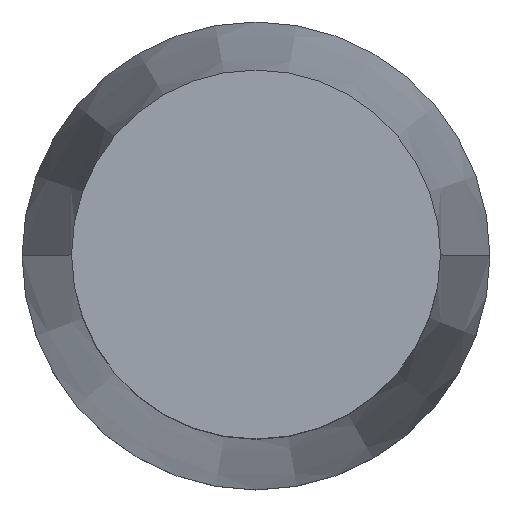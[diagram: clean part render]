
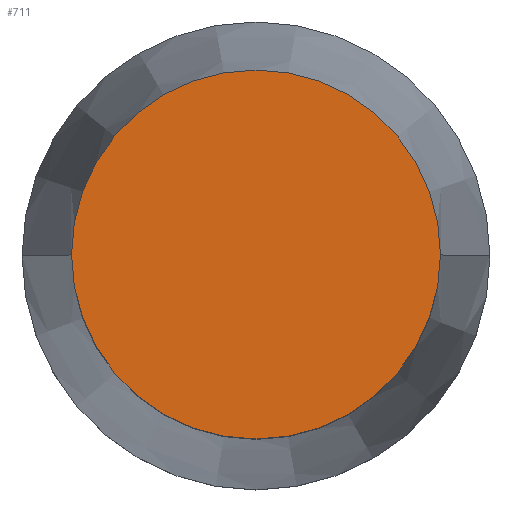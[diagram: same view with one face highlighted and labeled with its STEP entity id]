
A CAD part, top view. The second image highlights one B-rep face of the part: STEP entity #711.
In plain terms, the highlighted planar face has unit normal (0, 0, 1).
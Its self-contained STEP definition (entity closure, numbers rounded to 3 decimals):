
#4 = CARTESIAN_POINT ( 'NONE',  ( 0., 0., 0. ) ) ;
#10 = EDGE_CURVE ( 'NONE', #320, #252, #455, .T. ) ;
#19 = CARTESIAN_POINT ( 'NONE',  ( 0., 0., 0. ) ) ;
#24 = FACE_OUTER_BOUND ( 'NONE', #590, .T. ) ;
#67 = AXIS2_PLACEMENT_3D ( 'NONE', #330, #625, #119 ) ;
#77 = DIRECTION ( 'NONE',  ( 0., 0., 1. ) ) ;
#83 = DIRECTION ( 'NONE',  ( 0., 0., -1. ) ) ;
#119 = DIRECTION ( 'NONE',  ( 1., 0., 0. ) ) ;
#183 = CIRCLE ( 'NONE', #67, 10.25 ) ;
#252 = VERTEX_POINT ( 'NONE', #257 ) ;
#257 = CARTESIAN_POINT ( 'NONE',  ( 10.25, 0., 0. ) ) ;
#271 = ORIENTED_EDGE ( 'NONE', *, *, #10, .T. ) ;
#320 = VERTEX_POINT ( 'NONE', #538 ) ;
#330 = CARTESIAN_POINT ( 'NONE',  ( 0., 0., 0. ) ) ;
#448 = AXIS2_PLACEMENT_3D ( 'NONE', #4, #77, #609 ) ;
#455 = CIRCLE ( 'NONE', #448, 10.25 ) ;
#478 = ORIENTED_EDGE ( 'NONE', *, *, #644, .T. ) ;
#479 = AXIS2_PLACEMENT_3D ( 'NONE', #19, #83, #587 ) ;
#538 = CARTESIAN_POINT ( 'NONE',  ( -10.25, 0., 0. ) ) ;
#587 = DIRECTION ( 'NONE',  ( -1., 0., 0. ) ) ;
#590 = EDGE_LOOP ( 'NONE', ( #478, #271 ) ) ;
#609 = DIRECTION ( 'NONE',  ( 1., 0., 0. ) ) ;
#625 = DIRECTION ( 'NONE',  ( 0., 0., 1. ) ) ;
#644 = EDGE_CURVE ( 'NONE', #252, #320, #183, .T. ) ;
#693 = PLANE ( 'NONE',  #479 ) ;
#711 = ADVANCED_FACE ( 'NONE', ( #24 ), #693, .F. ) ;
